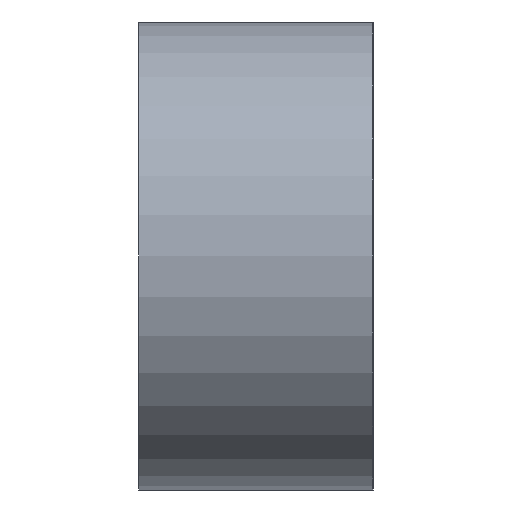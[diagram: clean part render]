
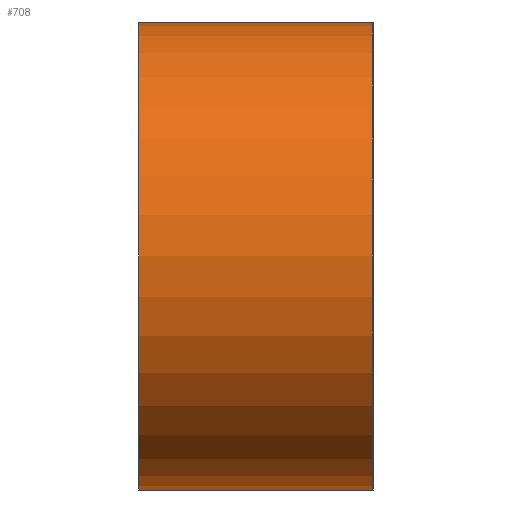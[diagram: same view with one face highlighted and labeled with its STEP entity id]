
A CAD part, left-side view. The second image highlights one B-rep face of the part: STEP entity #708.
In plain terms, the highlighted cylindrical face has radius 4 mm (diameter 8 mm), a partial arc.
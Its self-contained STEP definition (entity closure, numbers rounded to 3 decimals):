
#35 = DIRECTION ( 'NONE',  ( 0., -1., 0. ) ) ;
#71 = DIRECTION ( 'NONE',  ( 0., -1., 0. ) ) ;
#83 = DIRECTION ( 'NONE',  ( 0., 0., 1. ) ) ;
#197 = CARTESIAN_POINT ( 'NONE',  ( -44., 4., 0. ) ) ;
#202 = CIRCLE ( 'NONE', #971, 4. ) ;
#225 = CARTESIAN_POINT ( 'NONE',  ( -44., 4., 4. ) ) ;
#242 = EDGE_CURVE ( 'NONE', #1120, #657, #202, .T. ) ;
#266 = EDGE_CURVE ( 'NONE', #979, #272, #743, .T. ) ;
#272 = VERTEX_POINT ( 'NONE', #354 ) ;
#316 = ORIENTED_EDGE ( 'NONE', *, *, #266, .F. ) ;
#329 = ORIENTED_EDGE ( 'NONE', *, *, #541, .F. ) ;
#350 = DIRECTION ( 'NONE',  ( 0., 1., 0. ) ) ;
#354 = CARTESIAN_POINT ( 'NONE',  ( -44., 4., 4. ) ) ;
#451 = DIRECTION ( 'NONE',  ( 0., 0., 1. ) ) ;
#458 = DIRECTION ( 'NONE',  ( 0., 0., -1. ) ) ;
#529 = CARTESIAN_POINT ( 'NONE',  ( -44., 0., 0. ) ) ;
#534 = AXIS2_PLACEMENT_3D ( 'NONE', #197, #620, #83 ) ;
#541 = EDGE_CURVE ( 'NONE', #272, #657, #805, .T. ) ;
#565 = VECTOR ( 'NONE', #35, 1000. ) ;
#575 = VECTOR ( 'NONE', #1089, 1000. ) ;
#620 = DIRECTION ( 'NONE',  ( 0., 1., 0. ) ) ;
#630 = CARTESIAN_POINT ( 'NONE',  ( -44., 4., 0. ) ) ;
#657 = VERTEX_POINT ( 'NONE', #756 ) ;
#686 = ORIENTED_EDGE ( 'NONE', *, *, #242, .T. ) ;
#708 = ADVANCED_FACE ( 'NONE', ( #997 ), #795, .T. ) ;
#718 = AXIS2_PLACEMENT_3D ( 'NONE', #630, #71, #458 ) ;
#743 = CIRCLE ( 'NONE', #534, 4. ) ;
#756 = CARTESIAN_POINT ( 'NONE',  ( -44., 0., 4. ) ) ;
#795 = CYLINDRICAL_SURFACE ( 'NONE', #718, 4. ) ;
#805 = LINE ( 'NONE', #225, #575 ) ;
#829 = EDGE_LOOP ( 'NONE', ( #686, #329, #316, #1128 ) ) ;
#884 = EDGE_CURVE ( 'NONE', #979, #1120, #1082, .T. ) ;
#971 = AXIS2_PLACEMENT_3D ( 'NONE', #529, #350, #451 ) ;
#979 = VERTEX_POINT ( 'NONE', #1100 ) ;
#997 = FACE_OUTER_BOUND ( 'NONE', #829, .T. ) ;
#1075 = CARTESIAN_POINT ( 'NONE',  ( -44., 4., -4. ) ) ;
#1082 = LINE ( 'NONE', #1075, #565 ) ;
#1088 = CARTESIAN_POINT ( 'NONE',  ( -44., 0., -4. ) ) ;
#1089 = DIRECTION ( 'NONE',  ( 0., -1., 0. ) ) ;
#1100 = CARTESIAN_POINT ( 'NONE',  ( -44., 4., -4. ) ) ;
#1120 = VERTEX_POINT ( 'NONE', #1088 ) ;
#1128 = ORIENTED_EDGE ( 'NONE', *, *, #884, .T. ) ;
